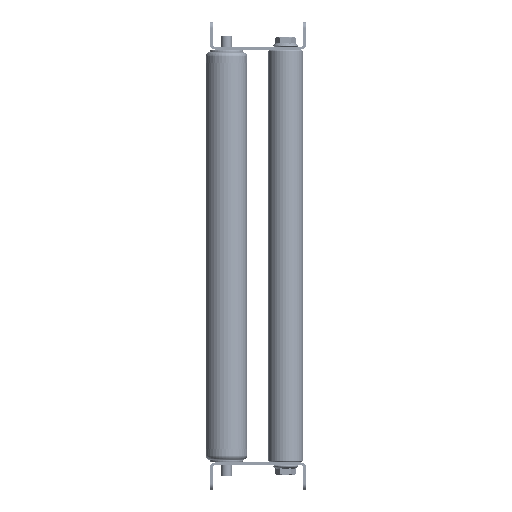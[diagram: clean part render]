
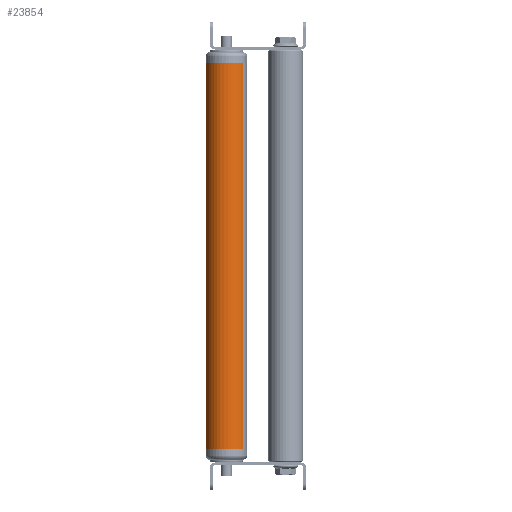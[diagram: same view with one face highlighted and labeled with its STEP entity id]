
A CAD part, left-side view. The second image highlights one B-rep face of the part: STEP entity #23854.
In plain terms, the highlighted cylindrical face has radius 15 mm (diameter 30 mm), a partial arc.
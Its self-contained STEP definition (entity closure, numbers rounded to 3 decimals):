
#2330 = DIRECTION ( 'NONE',  ( 1., 0., 0. ) ) ;
#2345 = DIRECTION ( 'NONE',  ( 0., 0., -1. ) ) ;
#4098 = DIRECTION ( 'NONE',  ( 0., 0., 1. ) ) ;
#4248 = ORIENTED_EDGE ( 'NONE', *, *, #15404, .T. ) ;
#4801 = DIRECTION ( 'NONE',  ( 0., 0., -1. ) ) ;
#5254 = VERTEX_POINT ( 'NONE', #28984 ) ;
#5503 = CARTESIAN_POINT ( 'NONE',  ( 280., 0., 15. ) ) ;
#5689 = VECTOR ( 'NONE', #14898, 1000. ) ;
#7162 = DIRECTION ( 'NONE',  ( -1., 0., 0. ) ) ;
#7924 = CARTESIAN_POINT ( 'NONE',  ( 280., 0., 15. ) ) ;
#8908 = CARTESIAN_POINT ( 'NONE',  ( 280., 0., -15. ) ) ;
#9171 = ORIENTED_EDGE ( 'NONE', *, *, #16553, .F. ) ;
#9182 = CARTESIAN_POINT ( 'NONE',  ( 280., 0., 0. ) ) ;
#10036 = EDGE_LOOP ( 'NONE', ( #28450, #11053, #4248, #9171 ) ) ;
#10039 = AXIS2_PLACEMENT_3D ( 'NONE', #19268, #19414, #2345 ) ;
#10451 = LINE ( 'NONE', #8908, #29965 ) ;
#11053 = ORIENTED_EDGE ( 'NONE', *, *, #20260, .T. ) ;
#11996 = AXIS2_PLACEMENT_3D ( 'NONE', #26173, #2330, #4801 ) ;
#12567 = AXIS2_PLACEMENT_3D ( 'NONE', #9182, #18098, #4098 ) ;
#14898 = DIRECTION ( 'NONE',  ( -1., 0., 0. ) ) ;
#15404 = EDGE_CURVE ( 'NONE', #5254, #21483, #16897, .T. ) ;
#15555 = EDGE_CURVE ( 'NONE', #26918, #26779, #24273, .T. ) ;
#16553 = EDGE_CURVE ( 'NONE', #26779, #21483, #19487, .T. ) ;
#16897 = CIRCLE ( 'NONE', #11996, 15. ) ;
#18098 = DIRECTION ( 'NONE',  ( -1., 0., 0. ) ) ;
#18544 = CYLINDRICAL_SURFACE ( 'NONE', #12567, 15. ) ;
#19268 = CARTESIAN_POINT ( 'NONE',  ( 280., 0., 0. ) ) ;
#19414 = DIRECTION ( 'NONE',  ( 1., 0., 0. ) ) ;
#19487 = LINE ( 'NONE', #5503, #5689 ) ;
#20260 = EDGE_CURVE ( 'NONE', #26918, #5254, #10451, .T. ) ;
#21483 = VERTEX_POINT ( 'NONE', #29514 ) ;
#23854 = ADVANCED_FACE ( 'NONE', ( #29208 ), #18544, .T. ) ;
#24273 = CIRCLE ( 'NONE', #10039, 15. ) ;
#26173 = CARTESIAN_POINT ( 'NONE',  ( 0., 0., 0. ) ) ;
#26779 = VERTEX_POINT ( 'NONE', #7924 ) ;
#26918 = VERTEX_POINT ( 'NONE', #27732 ) ;
#27732 = CARTESIAN_POINT ( 'NONE',  ( 280., 0., -15. ) ) ;
#28450 = ORIENTED_EDGE ( 'NONE', *, *, #15555, .F. ) ;
#28984 = CARTESIAN_POINT ( 'NONE',  ( 0., 0., -15. ) ) ;
#29208 = FACE_OUTER_BOUND ( 'NONE', #10036, .T. ) ;
#29514 = CARTESIAN_POINT ( 'NONE',  ( 0., 0., 15. ) ) ;
#29965 = VECTOR ( 'NONE', #7162, 1000. ) ;
